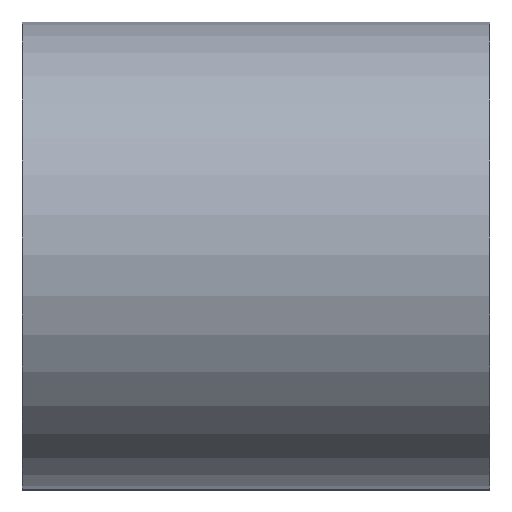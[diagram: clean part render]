
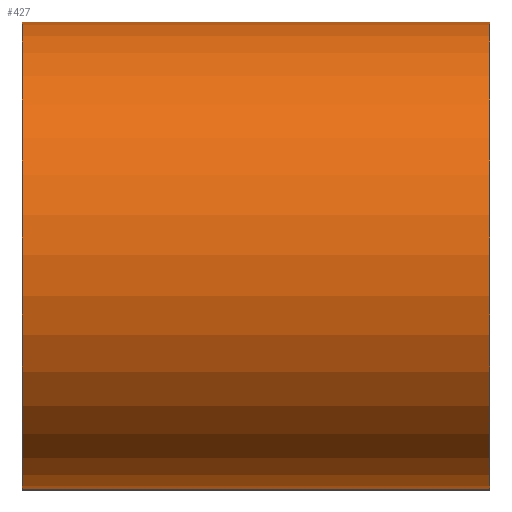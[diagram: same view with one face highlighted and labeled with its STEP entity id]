
A CAD part, top view. The second image highlights one B-rep face of the part: STEP entity #427.
In plain terms, the highlighted cylindrical face has radius 15 mm (diameter 30 mm), a partial arc.
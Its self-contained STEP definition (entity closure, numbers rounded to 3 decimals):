
#17=CYLINDRICAL_SURFACE('',#472,15.);
#45=FACE_OUTER_BOUND('',#72,.T.);
#72=EDGE_LOOP('',(#318,#319,#320,#321));
#117=LINE('',#682,#154);
#118=LINE('',#685,#155);
#154=VECTOR('',#549,10.);
#155=VECTOR('',#552,10.);
#183=CIRCLE('',#473,15.);
#184=CIRCLE('',#474,15.);
#213=VERTEX_POINT('',#678);
#214=VERTEX_POINT('',#679);
#215=VERTEX_POINT('',#681);
#216=VERTEX_POINT('',#683);
#255=EDGE_CURVE('',#213,#214,#183,.T.);
#256=EDGE_CURVE('',#214,#215,#117,.T.);
#257=EDGE_CURVE('',#215,#216,#184,.T.);
#258=EDGE_CURVE('',#216,#213,#118,.T.);
#318=ORIENTED_EDGE('',*,*,#255,.T.);
#319=ORIENTED_EDGE('',*,*,#256,.T.);
#320=ORIENTED_EDGE('',*,*,#257,.T.);
#321=ORIENTED_EDGE('',*,*,#258,.T.);
#427=ADVANCED_FACE('',(#45),#17,.T.);
#472=AXIS2_PLACEMENT_3D('',#677,#545,#546);
#473=AXIS2_PLACEMENT_3D('',#680,#547,#548);
#474=AXIS2_PLACEMENT_3D('',#684,#550,#551);
#545=DIRECTION('center_axis',(-1.,0.,0.));
#546=DIRECTION('ref_axis',(0.,-0.707,0.707));
#547=DIRECTION('center_axis',(-1.,0.,0.));
#548=DIRECTION('ref_axis',(0.,-0.707,0.707));
#549=DIRECTION('',(-1.,0.,0.));
#550=DIRECTION('center_axis',(1.,0.,0.));
#551=DIRECTION('ref_axis',(0.,0.707,0.707));
#552=DIRECTION('',(1.,0.,0.));
#677=CARTESIAN_POINT('Origin',(8.25,0.,20.));
#678=CARTESIAN_POINT('',(18.,-15.,20.));
#679=CARTESIAN_POINT('',(18.,15.,20.));
#680=CARTESIAN_POINT('Origin',(18.,0.,20.));
#681=CARTESIAN_POINT('',(-12.,15.,20.));
#682=CARTESIAN_POINT('',(-6.75,15.,20.));
#683=CARTESIAN_POINT('',(-12.,-15.,20.));
#684=CARTESIAN_POINT('Origin',(-12.,0.,20.));
#685=CARTESIAN_POINT('',(8.25,-15.,20.));
